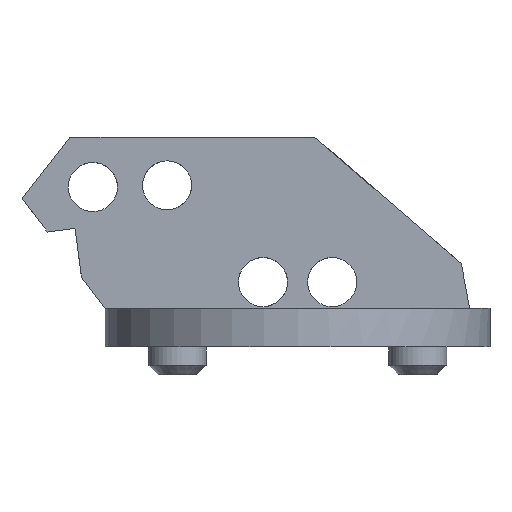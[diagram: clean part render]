
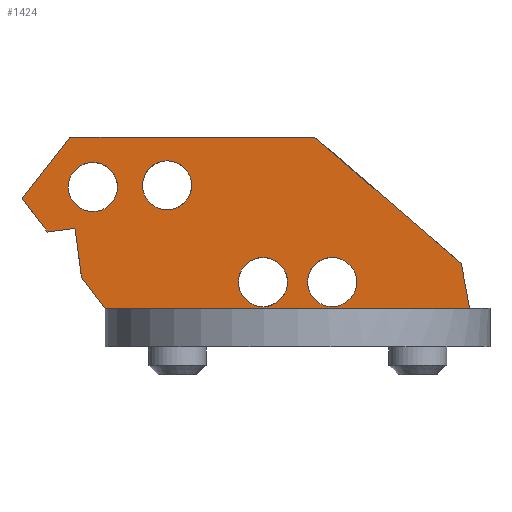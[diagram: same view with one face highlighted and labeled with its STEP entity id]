
A CAD part, left-side view. The second image highlights one B-rep face of the part: STEP entity #1424.
In plain terms, the highlighted planar face has unit normal (-1, 0, 0).
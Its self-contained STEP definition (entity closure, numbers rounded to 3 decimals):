
#37=FACE_BOUND('',#249,.T.);
#38=FACE_BOUND('',#250,.T.);
#39=FACE_BOUND('',#251,.T.);
#40=FACE_BOUND('',#252,.T.);
#88=PLANE('',#1582);
#170=FACE_OUTER_BOUND('',#248,.T.);
#248=EDGE_LOOP('',(#1255,#1256,#1257,#1258,#1259,#1260,#1261,#1262,#1263,
#1264));
#249=EDGE_LOOP('',(#1265));
#250=EDGE_LOOP('',(#1266));
#251=EDGE_LOOP('',(#1267));
#252=EDGE_LOOP('',(#1268));
#365=LINE('',#2403,#496);
#370=LINE('',#2413,#501);
#374=LINE('',#2421,#505);
#379=LINE('',#2430,#510);
#380=LINE('',#2434,#511);
#381=LINE('',#2439,#512);
#385=LINE('',#2450,#516);
#386=LINE('',#2452,#517);
#387=LINE('',#2453,#518);
#388=LINE('',#2454,#519);
#496=VECTOR('',#1919,10.);
#501=VECTOR('',#1928,10.);
#505=VECTOR('',#1936,10.);
#510=VECTOR('',#1943,10.);
#511=VECTOR('',#1948,10.);
#512=VECTOR('',#1953,10.);
#516=VECTOR('',#1963,10.);
#517=VECTOR('',#1964,10.);
#518=VECTOR('',#1965,10.);
#519=VECTOR('',#1966,10.);
#564=CIRCLE('',#1515,2.55);
#578=CIRCLE('',#1543,2.55);
#594=CIRCLE('',#1583,2.55);
#595=CIRCLE('',#1584,2.55);
#647=VERTEX_POINT('',#2213);
#681=VERTEX_POINT('',#2311);
#711=VERTEX_POINT('',#2400);
#712=VERTEX_POINT('',#2402);
#715=VERTEX_POINT('',#2412);
#716=VERTEX_POINT('',#2418);
#717=VERTEX_POINT('',#2420);
#721=VERTEX_POINT('',#2432);
#723=VERTEX_POINT('',#2438);
#726=VERTEX_POINT('',#2448);
#727=VERTEX_POINT('',#2449);
#728=VERTEX_POINT('',#2451);
#729=VERTEX_POINT('',#2455);
#730=VERTEX_POINT('',#2457);
#800=EDGE_CURVE('',#647,#647,#564,.T.);
#850=EDGE_CURVE('',#681,#681,#578,.T.);
#897=EDGE_CURVE('',#712,#711,#365,.T.);
#902=EDGE_CURVE('',#715,#712,#370,.T.);
#906=EDGE_CURVE('',#717,#716,#374,.T.);
#911=EDGE_CURVE('',#716,#715,#379,.T.);
#913=EDGE_CURVE('',#721,#717,#380,.T.);
#915=EDGE_CURVE('',#723,#721,#381,.T.);
#920=EDGE_CURVE('',#726,#727,#385,.T.);
#921=EDGE_CURVE('',#727,#728,#386,.T.);
#922=EDGE_CURVE('',#728,#723,#387,.T.);
#923=EDGE_CURVE('',#711,#726,#388,.T.);
#924=EDGE_CURVE('',#729,#729,#594,.T.);
#925=EDGE_CURVE('',#730,#730,#595,.T.);
#1255=ORIENTED_EDGE('',*,*,#920,.T.);
#1256=ORIENTED_EDGE('',*,*,#921,.T.);
#1257=ORIENTED_EDGE('',*,*,#922,.T.);
#1258=ORIENTED_EDGE('',*,*,#915,.T.);
#1259=ORIENTED_EDGE('',*,*,#913,.T.);
#1260=ORIENTED_EDGE('',*,*,#906,.T.);
#1261=ORIENTED_EDGE('',*,*,#911,.T.);
#1262=ORIENTED_EDGE('',*,*,#902,.T.);
#1263=ORIENTED_EDGE('',*,*,#897,.T.);
#1264=ORIENTED_EDGE('',*,*,#923,.T.);
#1265=ORIENTED_EDGE('',*,*,#924,.T.);
#1266=ORIENTED_EDGE('',*,*,#850,.T.);
#1267=ORIENTED_EDGE('',*,*,#925,.T.);
#1268=ORIENTED_EDGE('',*,*,#800,.T.);
#1424=ADVANCED_FACE('',(#170,#37,#38,#39,#40),#88,.F.);
#1515=AXIS2_PLACEMENT_3D('',#2215,#1740,#1741);
#1543=AXIS2_PLACEMENT_3D('',#2313,#1832,#1833);
#1582=AXIS2_PLACEMENT_3D('',#2447,#1961,#1962);
#1583=AXIS2_PLACEMENT_3D('',#2456,#1967,#1968);
#1584=AXIS2_PLACEMENT_3D('',#2458,#1969,#1970);
#1740=DIRECTION('center_axis',(1.,0.,0.));
#1741=DIRECTION('ref_axis',(0.,-1.,0.));
#1832=DIRECTION('center_axis',(1.,0.,0.));
#1833=DIRECTION('ref_axis',(0.,-1.,0.));
#1919=DIRECTION('',(0.,0.617,-0.787));
#1928=DIRECTION('',(0.,1.,0.));
#1936=DIRECTION('',(0.,0.184,0.983));
#1943=DIRECTION('',(0.,0.756,0.654));
#1948=DIRECTION('',(0.,-1.,0.));
#1953=DIRECTION('',(0.,-1.,0.));
#1961=DIRECTION('center_axis',(1.,0.,0.));
#1962=DIRECTION('ref_axis',(0.,0.,-1.));
#1963=DIRECTION('',(0.,-0.991,0.132));
#1964=DIRECTION('',(0.,-0.132,-0.991));
#1965=DIRECTION('',(0.,-0.603,-0.798));
#1966=DIRECTION('',(0.,-0.603,-0.798));
#1967=DIRECTION('center_axis',(1.,0.,0.));
#1968=DIRECTION('ref_axis',(0.,-1.,0.));
#1969=DIRECTION('center_axis',(1.,0.,0.));
#1970=DIRECTION('ref_axis',(0.,-1.,0.));
#2213=CARTESIAN_POINT('',(-20.,16.112,16.796));
#2215=CARTESIAN_POINT('Origin',(-20.,13.562,16.796));
#2311=CARTESIAN_POINT('',(-20.,6.15,6.739));
#2313=CARTESIAN_POINT('Origin',(-20.,3.6,6.739));
#2400=CARTESIAN_POINT('',(-20.,28.646,15.452));
#2402=CARTESIAN_POINT('',(-20.,23.668,21.808));
#2403=CARTESIAN_POINT('',(-20.,28.646,15.452));
#2412=CARTESIAN_POINT('',(-20.,-1.788,21.808));
#2413=CARTESIAN_POINT('',(-20.,23.668,21.808));
#2418=CARTESIAN_POINT('',(-20.,-17.017,8.639));
#2420=CARTESIAN_POINT('',(-20.,-17.886,4.));
#2421=CARTESIAN_POINT('',(-20.,-17.017,8.639));
#2430=CARTESIAN_POINT('',(-20.,-1.788,21.808));
#2432=CARTESIAN_POINT('',(-20.,0.,4.));
#2434=CARTESIAN_POINT('',(-20.,-20.,4.));
#2438=CARTESIAN_POINT('',(-20.,20.,4.));
#2439=CARTESIAN_POINT('',(-20.,-20.,4.));
#2447=CARTESIAN_POINT('Origin',(-20.,5.38,12.904));
#2448=CARTESIAN_POINT('',(-20.,25.997,11.943));
#2449=CARTESIAN_POINT('',(-20.,23.138,12.323));
#2450=CARTESIAN_POINT('',(-20.,-16.307,17.559));
#2451=CARTESIAN_POINT('',(-20.,22.467,7.267));
#2452=CARTESIAN_POINT('',(-20.,22.467,7.267));
#2453=CARTESIAN_POINT('',(-20.,20.,4.));
#2454=CARTESIAN_POINT('',(-20.,20.,4.));
#2455=CARTESIAN_POINT('',(-20.,-1.05,6.739));
#2456=CARTESIAN_POINT('Origin',(-20.,-3.6,6.739));
#2457=CARTESIAN_POINT('',(-20.,23.832,16.626));
#2458=CARTESIAN_POINT('Origin',(-20.,21.282,16.626));
